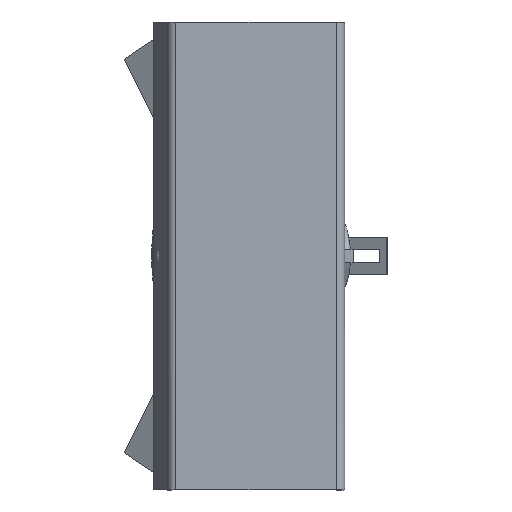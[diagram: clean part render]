
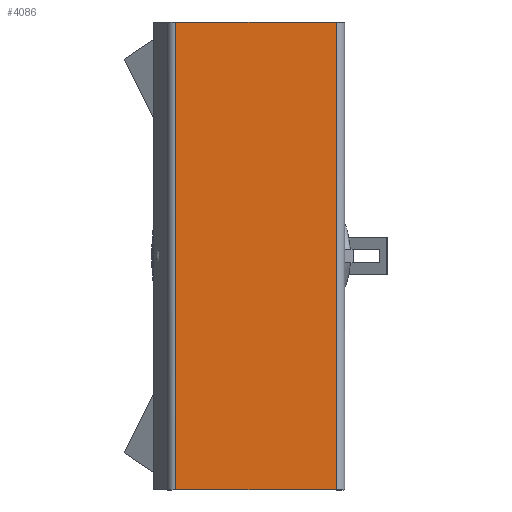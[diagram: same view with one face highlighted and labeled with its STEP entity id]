
A CAD part, front view. The second image highlights one B-rep face of the part: STEP entity #4086.
In plain terms, the highlighted free-form (B-spline) face has degree [1, 1] with [2, 2] control points.
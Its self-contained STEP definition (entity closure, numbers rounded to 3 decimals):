
#4086 = ADVANCED_FACE('',(#4087),#4117,.T.);
#4087 = FACE_BOUND('',#4088,.T.);
#4088 = EDGE_LOOP('',(#4089,#4098,#4105,#4112));
#4089 = ORIENTED_EDGE('',*,*,#4090,.T.);
#4090 = EDGE_CURVE('',#4091,#4093,#4095,.T.);
#4091 = VERTEX_POINT('',#4092);
#4092 = CARTESIAN_POINT('',(104.02,-63.377,
    -303.794));
#4093 = VERTEX_POINT('',#4094);
#4094 = CARTESIAN_POINT('',(104.02,-63.377,
    303.794));
#4095 = B_SPLINE_CURVE_WITH_KNOTS('',1,(#4096,#4097),.UNSPECIFIED.,.F.,
  .F.,(2,2),(-220.5,220.5),.PIECEWISE_BEZIER_KNOTS.);
#4096 = CARTESIAN_POINT('',(104.02,-63.377,
    -303.794));
#4097 = CARTESIAN_POINT('',(104.02,-63.377,
    303.794));
#4098 = ORIENTED_EDGE('',*,*,#4099,.F.);
#4099 = EDGE_CURVE('',#4100,#4093,#4102,.T.);
#4100 = VERTEX_POINT('',#4101);
#4101 = CARTESIAN_POINT('',(-104.02,-63.377,
    303.794));
#4102 = B_SPLINE_CURVE_WITH_KNOTS('',1,(#4103,#4104),.UNSPECIFIED.,.F.,
  .F.,(2,2),(0.,151.),.PIECEWISE_BEZIER_KNOTS.);
#4103 = CARTESIAN_POINT('',(-104.02,-63.377,
    303.794));
#4104 = CARTESIAN_POINT('',(104.02,-63.377,
    303.794));
#4105 = ORIENTED_EDGE('',*,*,#4106,.T.);
#4106 = EDGE_CURVE('',#4100,#4107,#4109,.T.);
#4107 = VERTEX_POINT('',#4108);
#4108 = CARTESIAN_POINT('',(-104.02,-63.377,
    -303.794));
#4109 = B_SPLINE_CURVE_WITH_KNOTS('',1,(#4110,#4111),.UNSPECIFIED.,.F.,
  .F.,(2,2),(-220.5,220.5),.PIECEWISE_BEZIER_KNOTS.);
#4110 = CARTESIAN_POINT('',(-104.02,-63.377,
    303.794));
#4111 = CARTESIAN_POINT('',(-104.02,-63.377,
    -303.794));
#4112 = ORIENTED_EDGE('',*,*,#4113,.F.);
#4113 = EDGE_CURVE('',#4091,#4107,#4114,.T.);
#4114 = B_SPLINE_CURVE_WITH_KNOTS('',1,(#4115,#4116),.UNSPECIFIED.,.F.,
  .F.,(2,2),(-151.,0.),.PIECEWISE_BEZIER_KNOTS.);
#4115 = CARTESIAN_POINT('',(104.02,-63.377,
    -303.794));
#4116 = CARTESIAN_POINT('',(-104.02,-63.377,
    -303.794));
#4117 = B_SPLINE_SURFACE_WITH_KNOTS('',1,1,(
    (#4118,#4119)
    ,(#4120,#4121
    )),.UNSPECIFIED.,.F.,.F.,.F.,(2,2),(2,2),(0.,151.),(-220.5,220.5),
  .PIECEWISE_BEZIER_KNOTS.);
#4118 = CARTESIAN_POINT('',(-104.02,-63.377,
    -303.794));
#4119 = CARTESIAN_POINT('',(-104.02,-63.377,
    303.794));
#4120 = CARTESIAN_POINT('',(104.02,-63.377,
    -303.794));
#4121 = CARTESIAN_POINT('',(104.02,-63.377,
    303.794));
